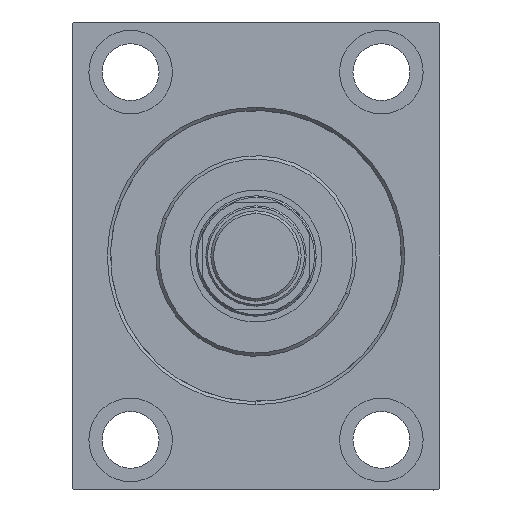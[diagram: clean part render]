
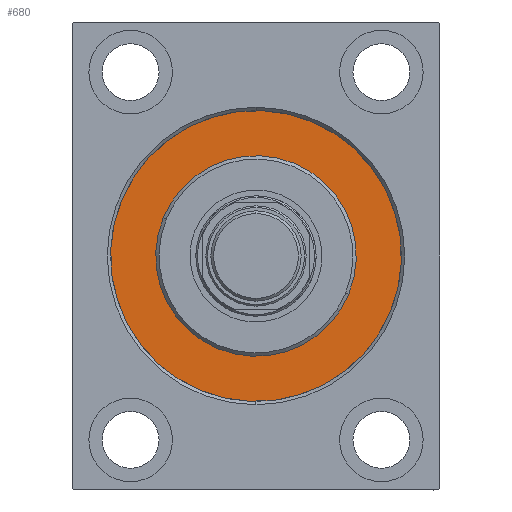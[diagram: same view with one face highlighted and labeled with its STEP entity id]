
A CAD part, left-side view. The second image highlights one B-rep face of the part: STEP entity #680.
In plain terms, the highlighted face is planar.
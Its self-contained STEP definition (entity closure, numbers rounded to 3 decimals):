
#680 = ADVANCED_FACE ( 'NONE', ( #35899, #5035 ), #18338, .F. ) ;
#769 = EDGE_CURVE ( 'NONE', #17473, #19428, #18474, .T. ) ;
#1190 = EDGE_LOOP ( 'NONE', ( #10640, #7437 ) ) ;
#2692 = EDGE_CURVE ( 'NONE', #27696, #9314, #12689, .T. ) ;
#4365 = CIRCLE ( 'NONE', #20193, 43.5 ) ;
#4810 = CARTESIAN_POINT ( 'NONE',  ( 0., 0., 0. ) ) ;
#5035 = FACE_OUTER_BOUND ( 'NONE', #1190, .T. ) ;
#6175 = ORIENTED_EDGE ( 'NONE', *, *, #20145, .F. ) ;
#6680 = CARTESIAN_POINT ( 'NONE',  ( 0., 0., -43.5 ) ) ;
#6967 = AXIS2_PLACEMENT_3D ( 'NONE', #4810, #21937, #14736 ) ;
#7437 = ORIENTED_EDGE ( 'NONE', *, *, #2692, .F. ) ;
#7651 = CARTESIAN_POINT ( 'NONE',  ( 0., 0., 30. ) ) ;
#9314 = VERTEX_POINT ( 'NONE', #6680 ) ;
#10383 = CARTESIAN_POINT ( 'NONE',  ( 0., 0., 0. ) ) ;
#10640 = ORIENTED_EDGE ( 'NONE', *, *, #15257, .F. ) ;
#12689 = CIRCLE ( 'NONE', #18437, 43.5 ) ;
#14736 = DIRECTION ( 'NONE',  ( 0., 0., 1. ) ) ;
#15257 = EDGE_CURVE ( 'NONE', #9314, #27696, #4365, .T. ) ;
#16067 = DIRECTION ( 'NONE',  ( 1., 0., 0. ) ) ;
#17473 = VERTEX_POINT ( 'NONE', #7651 ) ;
#18338 = PLANE ( 'NONE',  #6967 ) ;
#18437 = AXIS2_PLACEMENT_3D ( 'NONE', #37084, #33479, #40902 ) ;
#18474 = CIRCLE ( 'NONE', #32138, 30. ) ;
#19428 = VERTEX_POINT ( 'NONE', #28797 ) ;
#20145 = EDGE_CURVE ( 'NONE', #19428, #17473, #20928, .T. ) ;
#20193 = AXIS2_PLACEMENT_3D ( 'NONE', #10383, #24111, #27048 ) ;
#20308 = DIRECTION ( 'NONE',  ( 0., 0., -1. ) ) ;
#20928 = CIRCLE ( 'NONE', #23087, 30. ) ;
#21937 = DIRECTION ( 'NONE',  ( -1., 0., 0. ) ) ;
#23087 = AXIS2_PLACEMENT_3D ( 'NONE', #30901, #23465, #20308 ) ;
#23392 = ORIENTED_EDGE ( 'NONE', *, *, #769, .F. ) ;
#23465 = DIRECTION ( 'NONE',  ( 1., 0., 0. ) ) ;
#24111 = DIRECTION ( 'NONE',  ( -1., 0., 0. ) ) ;
#27048 = DIRECTION ( 'NONE',  ( 0., 0., 1. ) ) ;
#27696 = VERTEX_POINT ( 'NONE', #37423 ) ;
#28797 = CARTESIAN_POINT ( 'NONE',  ( 0., 0., -30. ) ) ;
#30901 = CARTESIAN_POINT ( 'NONE',  ( 0., 0., 0. ) ) ;
#32138 = AXIS2_PLACEMENT_3D ( 'NONE', #33179, #16067, #40385 ) ;
#33179 = CARTESIAN_POINT ( 'NONE',  ( 0., 0., 0. ) ) ;
#33479 = DIRECTION ( 'NONE',  ( -1., 0., 0. ) ) ;
#35899 = FACE_BOUND ( 'NONE', #39221, .T. ) ;
#37084 = CARTESIAN_POINT ( 'NONE',  ( 0., 0., 0. ) ) ;
#37423 = CARTESIAN_POINT ( 'NONE',  ( 0., 0., 43.5 ) ) ;
#39221 = EDGE_LOOP ( 'NONE', ( #23392, #6175 ) ) ;
#40385 = DIRECTION ( 'NONE',  ( 0., 0., -1. ) ) ;
#40902 = DIRECTION ( 'NONE',  ( 0., 0., 1. ) ) ;
